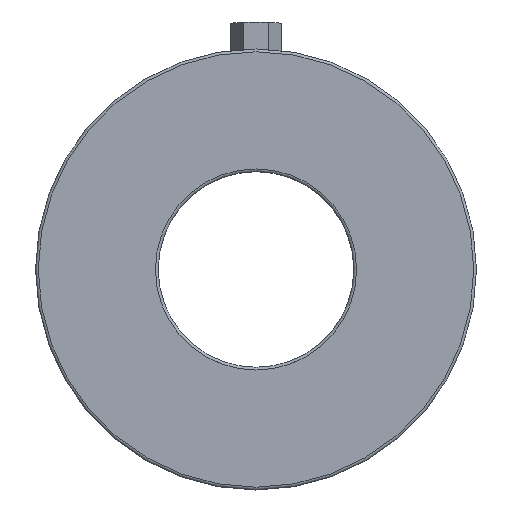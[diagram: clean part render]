
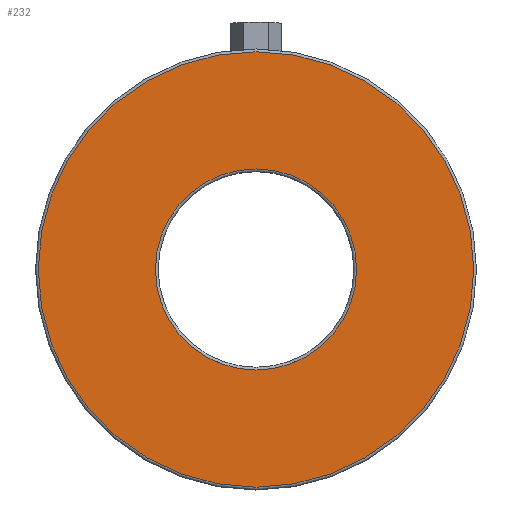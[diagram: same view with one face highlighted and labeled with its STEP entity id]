
A CAD part, top view. The second image highlights one B-rep face of the part: STEP entity #232.
In plain terms, the highlighted planar face has unit normal (0, 0, 1).
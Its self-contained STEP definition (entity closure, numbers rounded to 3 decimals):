
#192=CARTESIAN_POINT('',(47.2,-0.,1.3));
#193=VERTEX_POINT('',#192);
#203=CARTESIAN_POINT('',(0.,0.,1.3));
#204=DIRECTION('',(0.,0.,1.));
#205=DIRECTION('',(1.,0.,-0.));
#206=AXIS2_PLACEMENT_3D('',#203,#204,#205);
#207=CIRCLE('',#206,47.2);
#208=EDGE_CURVE('',#193,#193,#207,.T.);
#213=CARTESIAN_POINT('',(-47.2,0.,1.3));
#214=DIRECTION('',(0.,0.,-1.));
#215=DIRECTION('',(-1.,0.,0.));
#216=AXIS2_PLACEMENT_3D('',#213,#214,#215);
#217=PLANE('',#216);
#218=CARTESIAN_POINT('',(21.8,-0.,1.3));
#219=VERTEX_POINT('',#218);
#220=CARTESIAN_POINT('',(0.,0.,1.3));
#221=DIRECTION('',(0.,0.,1.));
#222=DIRECTION('',(1.,0.,-0.));
#223=AXIS2_PLACEMENT_3D('',#220,#221,#222);
#224=CIRCLE('',#223,21.8);
#225=EDGE_CURVE('',#219,#219,#224,.T.);
#226=ORIENTED_EDGE('',*,*,#225,.F.);
#227=EDGE_LOOP('',(#226));
#228=FACE_BOUND('',#227,.T.);
#229=ORIENTED_EDGE('',*,*,#208,.T.);
#230=EDGE_LOOP('',(#229));
#231=FACE_BOUND('',#230,.T.);
#232=ADVANCED_FACE('',(#228,#231),#217,.F.);
